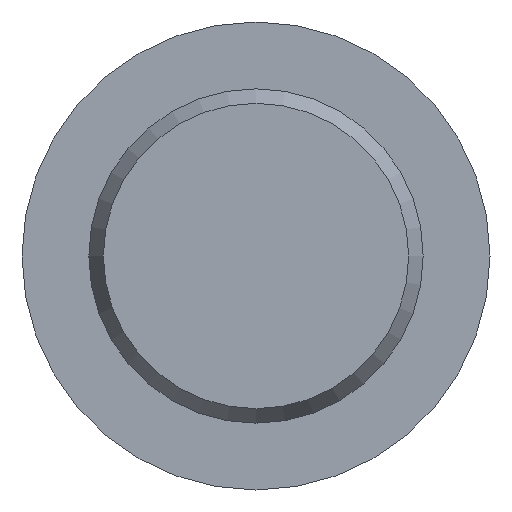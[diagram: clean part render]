
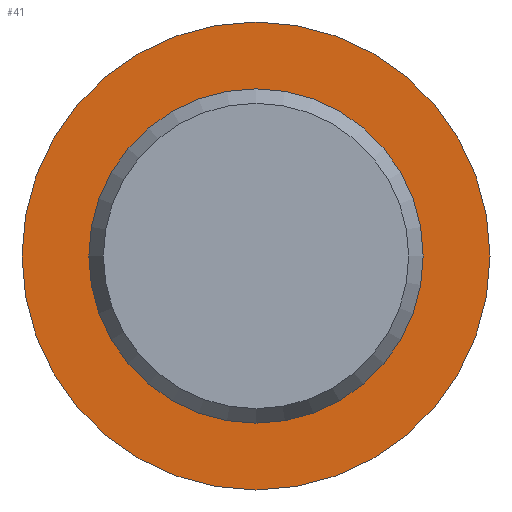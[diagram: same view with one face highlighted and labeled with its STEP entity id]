
A CAD part, left-side view. The second image highlights one B-rep face of the part: STEP entity #41.
In plain terms, the highlighted planar face has unit normal (-1, 0, 0).
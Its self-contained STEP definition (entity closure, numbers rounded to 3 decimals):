
#2 = EDGE_LOOP ( 'NONE', ( #179 ) ) ;
#7 = CARTESIAN_POINT ( 'NONE',  ( 46., 0., 0. ) ) ;
#32 = FACE_BOUND ( 'NONE', #82, .T. ) ;
#38 = AXIS2_PLACEMENT_3D ( 'NONE', #7, #65, #249 ) ;
#41 = ADVANCED_FACE ( 'NONE', ( #32, #228 ), #187, .F. ) ;
#42 = DIRECTION ( 'NONE',  ( 0., 0., 1. ) ) ;
#52 = AXIS2_PLACEMENT_3D ( 'NONE', #143, #104, #141 ) ;
#65 = DIRECTION ( 'NONE',  ( -1., 0., 0. ) ) ;
#82 = EDGE_LOOP ( 'NONE', ( #137 ) ) ;
#94 = EDGE_CURVE ( 'NONE', #214, #214, #132, .T. ) ;
#104 = DIRECTION ( 'NONE',  ( 1., 0., 0. ) ) ;
#107 = AXIS2_PLACEMENT_3D ( 'NONE', #157, #117, #42 ) ;
#109 = CARTESIAN_POINT ( 'NONE',  ( 46., 0., 14. ) ) ;
#117 = DIRECTION ( 'NONE',  ( -1., 0., 0. ) ) ;
#132 = CIRCLE ( 'NONE', #38, 14. ) ;
#135 = CIRCLE ( 'NONE', #107, 10. ) ;
#137 = ORIENTED_EDGE ( 'NONE', *, *, #194, .F. ) ;
#141 = DIRECTION ( 'NONE',  ( 0., 0., -1. ) ) ;
#143 = CARTESIAN_POINT ( 'NONE',  ( 46., 14., 0. ) ) ;
#157 = CARTESIAN_POINT ( 'NONE',  ( 46., 0., 0. ) ) ;
#172 = CARTESIAN_POINT ( 'NONE',  ( 46., 0., 10. ) ) ;
#179 = ORIENTED_EDGE ( 'NONE', *, *, #94, .T. ) ;
#187 = PLANE ( 'NONE',  #52 ) ;
#190 = VERTEX_POINT ( 'NONE', #172 ) ;
#194 = EDGE_CURVE ( 'NONE', #190, #190, #135, .T. ) ;
#214 = VERTEX_POINT ( 'NONE', #109 ) ;
#228 = FACE_OUTER_BOUND ( 'NONE', #2, .T. ) ;
#249 = DIRECTION ( 'NONE',  ( 0., 0., 1. ) ) ;
